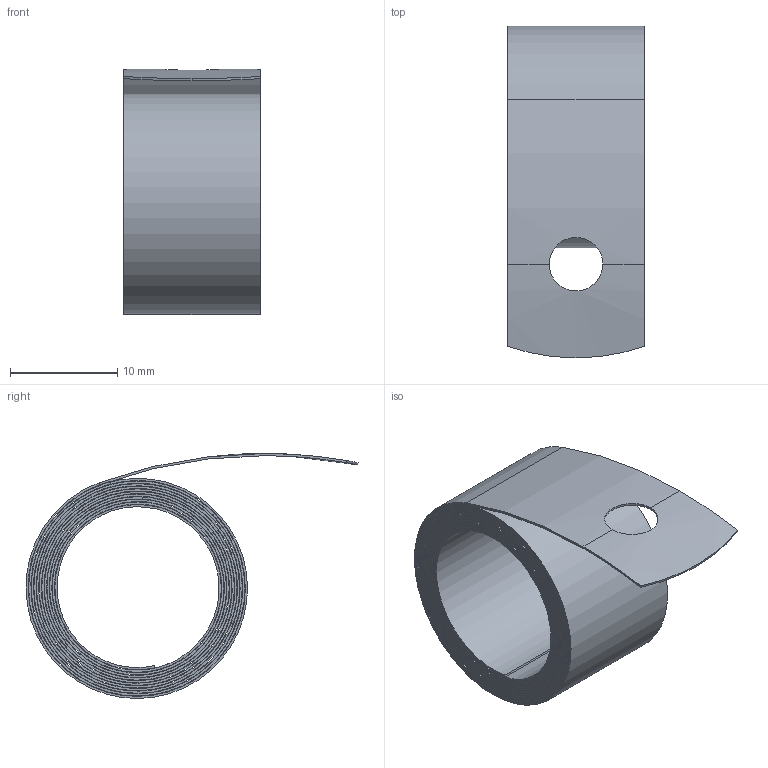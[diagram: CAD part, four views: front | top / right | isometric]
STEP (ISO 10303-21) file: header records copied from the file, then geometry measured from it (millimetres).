
FILE_DESCRIPTION (( 'STEP AP214' ), '1' );
FILE_NAME ('am-4666 0.5IN Wide, 30IN Long Constant Force Spring.STEP', '2023-10-12T19:03:24', ( '' ), ( '' ), 'SwSTEP 2.0', 'SolidWorks 2022', '' );
FILE_SCHEMA (( 'AUTOMOTIVE_DESIGN' ));
Length unit declared in the file: inch
Products named in the file (1): am-4666  0.5IN Wide, 30IN Long Constant Force Spring
Bounding box: 12.7 x 30.89 x 22.8 mm (x, y, z)
Volume: 1716.4 mm3; surface area: 17177.8 mm2
Topology: 1 solids, 1 shells, 15 faces, 37 edges, 22 vertices
Faces by surface type: cylinder 8, plane 5, bspline 2
Entity records: 3115 total; most frequent: CARTESIAN_POINT 2741, ORIENTED_EDGE 74, DIRECTION 61, EDGE_CURVE 37, AXIS2_PLACEMENT_3D 22, VERTEX_POINT 22, LINE 17, VECTOR 17
